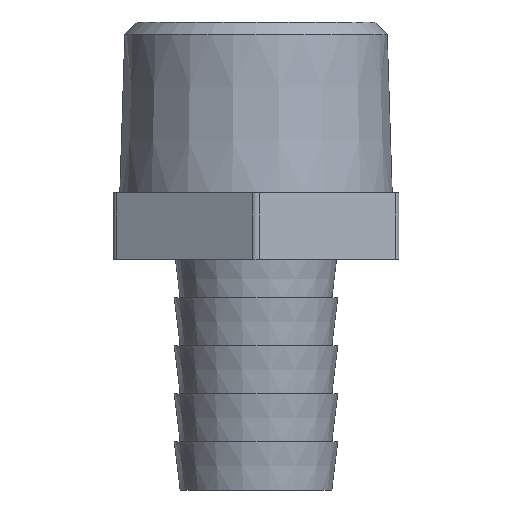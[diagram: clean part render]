
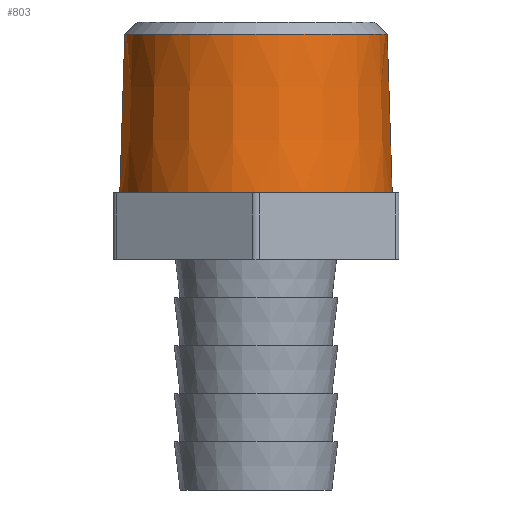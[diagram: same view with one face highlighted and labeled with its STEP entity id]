
A CAD part, front view. The second image highlights one B-rep face of the part: STEP entity #803.
In plain terms, the highlighted conical face has half-angle 1.79 degrees and reference radius 16.637 mm.
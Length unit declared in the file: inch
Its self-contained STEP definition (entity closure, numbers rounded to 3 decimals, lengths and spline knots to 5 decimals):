
#85 = EDGE_CURVE ( 'NONE', #1027, #355, #348, .T. ) ;
#89 = DIRECTION ( 'NONE',  ( 0., 0., -1. ) ) ;
#102 = VECTOR ( 'NONE', #896, 39.37008 ) ;
#122 = VECTOR ( 'NONE', #696, 39.37008 ) ;
#136 = CIRCLE ( 'NONE', #310, 0.655 ) ;
#168 = CARTESIAN_POINT ( 'NONE',  ( -0.63122, 0., 0.92203 ) ) ;
#218 = CARTESIAN_POINT ( 'NONE',  ( 0.655, 0., 0.161 ) ) ;
#244 = ORIENTED_EDGE ( 'NONE', *, *, #304, .T. ) ;
#304 = EDGE_CURVE ( 'NONE', #1027, #681, #692, .T. ) ;
#310 = AXIS2_PLACEMENT_3D ( 'NONE', #500, #1125, #573 ) ;
#314 = VERTEX_POINT ( 'NONE', #929 ) ;
#321 = CARTESIAN_POINT ( 'NONE',  ( 0.63122, 0., 0.92203 ) ) ;
#348 = LINE ( 'NONE', #808, #102 ) ;
#355 = VERTEX_POINT ( 'NONE', #218 ) ;
#363 = DIRECTION ( 'NONE',  ( 1., 0., 0. ) ) ;
#393 = EDGE_CURVE ( 'NONE', #314, #355, #136, .T. ) ;
#488 = CARTESIAN_POINT ( 'NONE',  ( 0., 0., 0.92203 ) ) ;
#500 = CARTESIAN_POINT ( 'NONE',  ( 0., 0., 0.161 ) ) ;
#540 = ORIENTED_EDGE ( 'NONE', *, *, #85, .F. ) ;
#564 = DIRECTION ( 'NONE',  ( -1., 0., 0. ) ) ;
#566 = ORIENTED_EDGE ( 'NONE', *, *, #393, .T. ) ;
#573 = DIRECTION ( 'NONE',  ( 1., 0., 0. ) ) ;
#590 = LINE ( 'NONE', #602, #122 ) ;
#602 = CARTESIAN_POINT ( 'NONE',  ( -0.655, 0., 0.161 ) ) ;
#681 = VERTEX_POINT ( 'NONE', #168 ) ;
#692 = CIRCLE ( 'NONE', #716, 0.63122 ) ;
#696 = DIRECTION ( 'NONE',  ( -0.031, 0., -1. ) ) ;
#702 = AXIS2_PLACEMENT_3D ( 'NONE', #891, #89, #363 ) ;
#715 = CONICAL_SURFACE ( 'NONE', #702, 0.655, 0.031 ) ;
#716 = AXIS2_PLACEMENT_3D ( 'NONE', #488, #1112, #564 ) ;
#800 = FACE_OUTER_BOUND ( 'NONE', #1081, .T. ) ;
#803 = ADVANCED_FACE ( 'NONE', ( #800 ), #715, .T. ) ;
#808 = CARTESIAN_POINT ( 'NONE',  ( 0.655, 0., 0.161 ) ) ;
#891 = CARTESIAN_POINT ( 'NONE',  ( 0., 0., 0.161 ) ) ;
#896 = DIRECTION ( 'NONE',  ( 0.031, 0., -1. ) ) ;
#929 = CARTESIAN_POINT ( 'NONE',  ( -0.655, 0., 0.161 ) ) ;
#938 = ORIENTED_EDGE ( 'NONE', *, *, #1165, .T. ) ;
#1027 = VERTEX_POINT ( 'NONE', #321 ) ;
#1081 = EDGE_LOOP ( 'NONE', ( #244, #938, #566, #540 ) ) ;
#1112 = DIRECTION ( 'NONE',  ( 0., 0., -1. ) ) ;
#1125 = DIRECTION ( 'NONE',  ( 0., 0., 1. ) ) ;
#1165 = EDGE_CURVE ( 'NONE', #681, #314, #590, .T. ) ;
